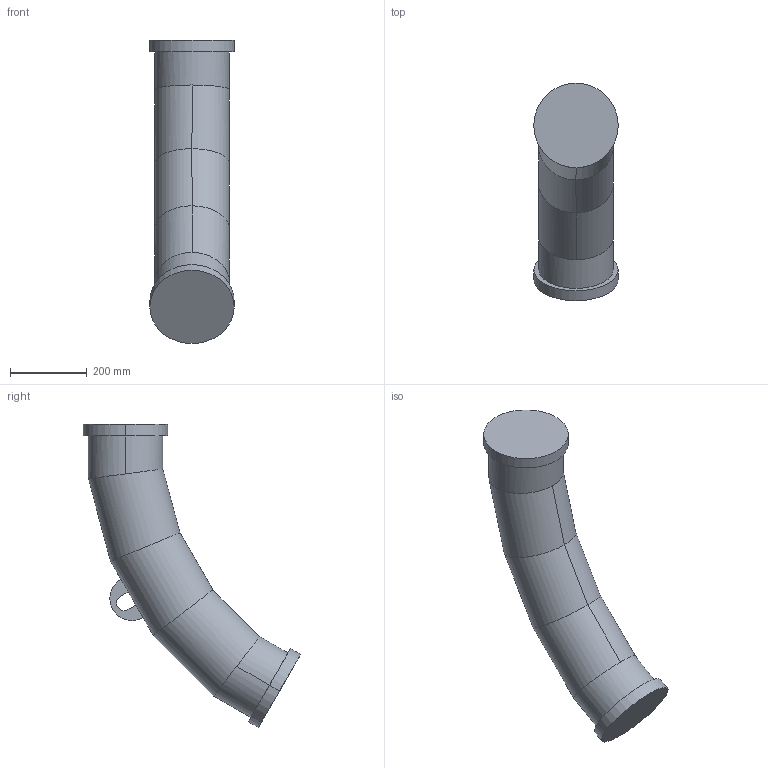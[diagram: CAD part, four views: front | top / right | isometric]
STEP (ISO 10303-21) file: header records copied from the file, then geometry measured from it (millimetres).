
FILE_DESCRIPTION (( 'STEP AP203' ), '1' );
FILE_NAME ('DN100-60-ANGLE.STEP', '2021-03-30T08:38:02', ( '' ), ( '' ), 'SwSTEP 2.0', 'SolidWorks 2017', '' );
FILE_SCHEMA (( 'CONFIG_CONTROL_DESIGN' ));
Length unit declared in the file: millimetre
Products named in the file (1): DN100-60-ANGLE
Bounding box: 220 x 565.98 x 789.78 mm (x, y, z)
Volume: 25594324.7 mm3; surface area: 624724.8 mm2
Topology: 1 solids, 1 shells, 26 faces, 68 edges, 44 vertices
Faces by surface type: cylinder 16, plane 10
Entity records: 885 total; most frequent: CARTESIAN_POINT 175, ORIENTED_EDGE 136, DIRECTION 134, EDGE_CURVE 68, AXIS2_PLACEMENT_3D 51, VERTEX_POINT 44, VECTOR 32, LINE 32
